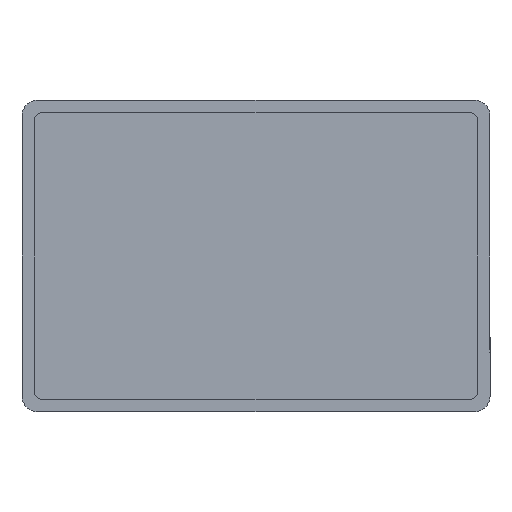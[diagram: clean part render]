
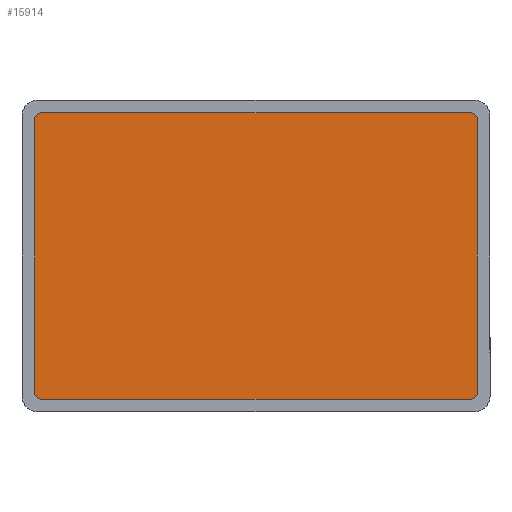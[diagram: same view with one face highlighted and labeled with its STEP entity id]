
A CAD part, front view. The second image highlights one B-rep face of the part: STEP entity #15914.
In plain terms, the highlighted planar face has unit normal (0, -1, 0).
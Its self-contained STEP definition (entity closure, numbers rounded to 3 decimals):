
#13 = DIRECTION ( 'NONE',  ( 1., 0., 0. ) ) ;
#425 = CARTESIAN_POINT ( 'NONE',  ( 283., 0., 174. ) ) ;
#504 = LINE ( 'NONE', #5286, #1476 ) ;
#516 = CIRCLE ( 'NONE', #16486, 9. ) ;
#521 = VERTEX_POINT ( 'NONE', #425 ) ;
#1107 = CIRCLE ( 'NONE', #3892, 9. ) ;
#1212 = EDGE_CURVE ( 'NONE', #10543, #18221, #6254, .T. ) ;
#1383 = VERTEX_POINT ( 'NONE', #16795 ) ;
#1476 = VECTOR ( 'NONE', #3349, 1000. ) ;
#1509 = CIRCLE ( 'NONE', #13984, 9. ) ;
#1550 = DIRECTION ( 'NONE',  ( 0., 0., 1. ) ) ;
#1653 = FACE_OUTER_BOUND ( 'NONE', #13796, .T. ) ;
#1978 = CARTESIAN_POINT ( 'NONE',  ( -274., 0., 183. ) ) ;
#2456 = CARTESIAN_POINT ( 'NONE',  ( -274., 0., 174. ) ) ;
#3075 = CARTESIAN_POINT ( 'NONE',  ( -274., 0., -183. ) ) ;
#3117 = DIRECTION ( 'NONE',  ( -1., 0., 0. ) ) ;
#3349 = DIRECTION ( 'NONE',  ( 0., 0., 1. ) ) ;
#3622 = DIRECTION ( 'NONE',  ( 0., 1., 0. ) ) ;
#3793 = VERTEX_POINT ( 'NONE', #21143 ) ;
#3892 = AXIS2_PLACEMENT_3D ( 'NONE', #19537, #13020, #4972 ) ;
#3907 = ORIENTED_EDGE ( 'NONE', *, *, #8902, .F. ) ;
#4072 = CARTESIAN_POINT ( 'NONE',  ( 283., 0., 174. ) ) ;
#4151 = EDGE_CURVE ( 'NONE', #14810, #10543, #1509, .T. ) ;
#4166 = DIRECTION ( 'NONE',  ( 0., 0., -1. ) ) ;
#4542 = DIRECTION ( 'NONE',  ( 0., 1., 0. ) ) ;
#4851 = VECTOR ( 'NONE', #3117, 1000. ) ;
#4972 = DIRECTION ( 'NONE',  ( 0., 0., 1. ) ) ;
#5286 = CARTESIAN_POINT ( 'NONE',  ( -283., 0., 174. ) ) ;
#6180 = CARTESIAN_POINT ( 'NONE',  ( -274., 0., -174. ) ) ;
#6254 = LINE ( 'NONE', #14847, #4851 ) ;
#6760 = EDGE_CURVE ( 'NONE', #521, #14810, #15805, .T. ) ;
#6834 = CARTESIAN_POINT ( 'NONE',  ( -274., 0., 183. ) ) ;
#8033 = DIRECTION ( 'NONE',  ( 0., 1., 0. ) ) ;
#8130 = ORIENTED_EDGE ( 'NONE', *, *, #13433, .F. ) ;
#8902 = EDGE_CURVE ( 'NONE', #3793, #521, #1107, .T. ) ;
#8954 = EDGE_CURVE ( 'NONE', #1383, #19473, #504, .T. ) ;
#9119 = ORIENTED_EDGE ( 'NONE', *, *, #4151, .F. ) ;
#9285 = ORIENTED_EDGE ( 'NONE', *, *, #19469, .F. ) ;
#9330 = ORIENTED_EDGE ( 'NONE', *, *, #20437, .F. ) ;
#9999 = CARTESIAN_POINT ( 'NONE',  ( -274., 0., -174. ) ) ;
#10543 = VERTEX_POINT ( 'NONE', #19837 ) ;
#11155 = DIRECTION ( 'NONE',  ( 0., 0., 1. ) ) ;
#11295 = VECTOR ( 'NONE', #4166, 1000. ) ;
#11481 = AXIS2_PLACEMENT_3D ( 'NONE', #9999, #8033, #1550 ) ;
#11865 = CARTESIAN_POINT ( 'NONE',  ( 274., 0., -174. ) ) ;
#12007 = VECTOR ( 'NONE', #13, 1000. ) ;
#12082 = DIRECTION ( 'NONE',  ( 0., 0., 1. ) ) ;
#13020 = DIRECTION ( 'NONE',  ( 0., 1., 0. ) ) ;
#13199 = ORIENTED_EDGE ( 'NONE', *, *, #1212, .F. ) ;
#13291 = VERTEX_POINT ( 'NONE', #6834 ) ;
#13433 = EDGE_CURVE ( 'NONE', #18221, #1383, #14068, .T. ) ;
#13796 = EDGE_LOOP ( 'NONE', ( #8130, #13199, #9119, #20582, #3907, #9330, #9285, #15923 ) ) ;
#13984 = AXIS2_PLACEMENT_3D ( 'NONE', #11865, #18513, #15360 ) ;
#14068 = CIRCLE ( 'NONE', #19294, 9. ) ;
#14810 = VERTEX_POINT ( 'NONE', #17141 ) ;
#14847 = CARTESIAN_POINT ( 'NONE',  ( -274., 0., -183. ) ) ;
#14909 = LINE ( 'NONE', #1978, #12007 ) ;
#15360 = DIRECTION ( 'NONE',  ( 0., 0., 1. ) ) ;
#15805 = LINE ( 'NONE', #4072, #11295 ) ;
#15914 = ADVANCED_FACE ( 'NONE', ( #1653 ), #18279, .F. ) ;
#15923 = ORIENTED_EDGE ( 'NONE', *, *, #8954, .F. ) ;
#16486 = AXIS2_PLACEMENT_3D ( 'NONE', #2456, #3622, #12082 ) ;
#16795 = CARTESIAN_POINT ( 'NONE',  ( -283., 0., -174. ) ) ;
#17141 = CARTESIAN_POINT ( 'NONE',  ( 283., 0., -174. ) ) ;
#18221 = VERTEX_POINT ( 'NONE', #3075 ) ;
#18279 = PLANE ( 'NONE',  #11481 ) ;
#18513 = DIRECTION ( 'NONE',  ( 0., 1., 0. ) ) ;
#18943 = CARTESIAN_POINT ( 'NONE',  ( -283., 0., 174. ) ) ;
#19294 = AXIS2_PLACEMENT_3D ( 'NONE', #6180, #4542, #11155 ) ;
#19469 = EDGE_CURVE ( 'NONE', #19473, #13291, #516, .T. ) ;
#19473 = VERTEX_POINT ( 'NONE', #18943 ) ;
#19537 = CARTESIAN_POINT ( 'NONE',  ( 274., 0., 174. ) ) ;
#19837 = CARTESIAN_POINT ( 'NONE',  ( 274., 0., -183. ) ) ;
#20437 = EDGE_CURVE ( 'NONE', #13291, #3793, #14909, .T. ) ;
#20582 = ORIENTED_EDGE ( 'NONE', *, *, #6760, .F. ) ;
#21143 = CARTESIAN_POINT ( 'NONE',  ( 274., 0., 183. ) ) ;
